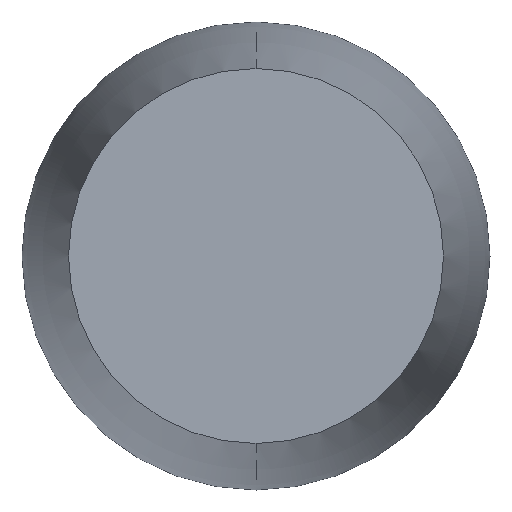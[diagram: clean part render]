
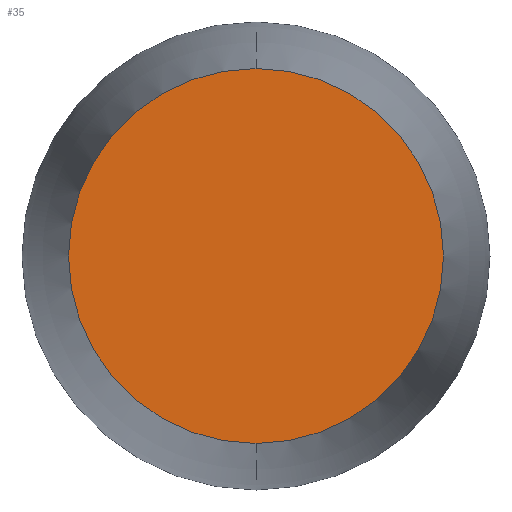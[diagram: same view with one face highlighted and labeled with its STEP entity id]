
A CAD part, front view. The second image highlights one B-rep face of the part: STEP entity #35.
In plain terms, the highlighted planar face has unit normal (0, -1, 0).
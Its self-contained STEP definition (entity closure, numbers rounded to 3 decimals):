
#35=ADVANCED_FACE('',(#64),#65,.T.);
#64=FACE_OUTER_BOUND('',#84,.T.);
#65=PLANE('',#85);
#84=EDGE_LOOP('',(#114,#115,#116));
#85=AXIS2_PLACEMENT_3D('',#117,#118,#119);
#114=ORIENTED_EDGE('',*,*,#130,.F.);
#115=ORIENTED_EDGE('',*,*,#129,.F.);
#116=ORIENTED_EDGE('',*,*,#123,.F.);
#117=CARTESIAN_POINT('',(-0.421,-5.0,0.0));
#118=DIRECTION('',(0.0,-1.0,0.0));
#119=DIRECTION('',(1.0,0.0,0.0));
#123=EDGE_CURVE('',#135,#138,#139,.T.);
#129=EDGE_CURVE('',#138,#147,#148,.T.);
#130=EDGE_CURVE('',#147,#135,#149,.T.);
#135=VERTEX_POINT('',#154);
#138=VERTEX_POINT('',#157);
#139=CIRCLE('',#158,0.841);
#147=VERTEX_POINT('',#166);
#148=CIRCLE('',#167,0.841);
#149=CIRCLE('',#168,0.841);
#154=CARTESIAN_POINT('',(0.,-5.0,0.841));
#157=CARTESIAN_POINT('',(0.,-5.0,-0.841));
#158=AXIS2_PLACEMENT_3D('',#175,#176,#177);
#166=CARTESIAN_POINT('',(-0.841,-5.0,0.0));
#167=AXIS2_PLACEMENT_3D('',#190,#191,#192);
#168=AXIS2_PLACEMENT_3D('',#193,#194,#195);
#175=CARTESIAN_POINT('',(0.0,-5.0,0.0));
#176=DIRECTION('',(0.0,1.0,0.0));
#177=DIRECTION('',(-1.0,0.0,0.0));
#190=CARTESIAN_POINT('',(0.0,-5.0,0.0));
#191=DIRECTION('',(0.0,1.0,0.0));
#192=DIRECTION('',(-1.0,0.0,0.0));
#193=CARTESIAN_POINT('',(0.0,-5.0,0.0));
#194=DIRECTION('',(0.0,1.0,0.0));
#195=DIRECTION('',(-1.0,0.0,0.0));
